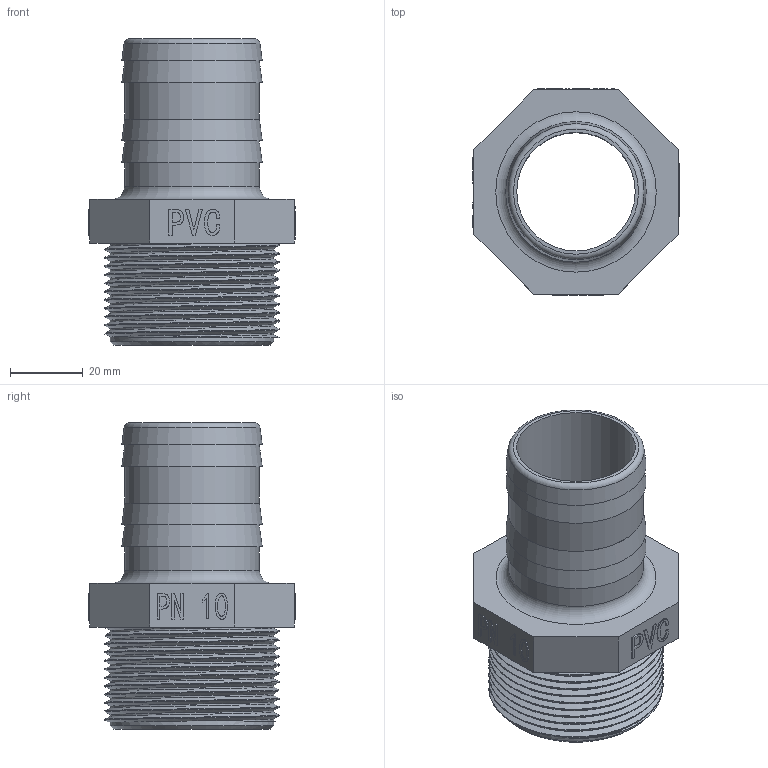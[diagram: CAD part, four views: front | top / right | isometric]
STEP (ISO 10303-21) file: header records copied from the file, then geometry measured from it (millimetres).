
FILE_DESCRIPTION(/* description */ (''),/* implementation_level */ '2;1');
FILE_NAME(/* name */ '1-1÷2X50软接外螺.stp',/* time_stamp */ '2024-01-01T09:06:48+08:00',/* author */ (''),/* organization */ (''),/* preprocessor_version */ 'ST-DEVELOPER v16',/* originating_system */ 'SIEMENS PLM Software NX 10.0',/* authorisation */ '');
FILE_SCHEMA (('AUTOMOTIVE_DESIGN { 1 0 10303 214 3 1 1 1 }'));
Length unit declared in the file: millimetre
Products named in the file (1): gelv150CCF5Bk4rh
Bounding box: 56.6 x 56.6 x 84 mm (x, y, z)
Volume: 48565.1 mm3; surface area: 27216 mm2
Topology: 1 solids, 2 shells, 278 faces, 724 edges, 484 vertices
Faces by surface type: plane 160, extrusion 90, cylinder 17, cone 5, bspline 4, torus 2
Full cylindrical faces by diameter (mm): 32.5 x1, 37 x2, 37.485 x1, 44.845 x12
Entity records: 13684 total; most frequent: CARTESIAN_POINT 8020, ORIENTED_EDGE 1342, DIRECTION 716, EDGE_CURVE 671, B_SPLINE_CURVE_WITH_KNOTS 507, VERTEX_POINT 454, VECTOR 320, EDGE_LOOP 315
